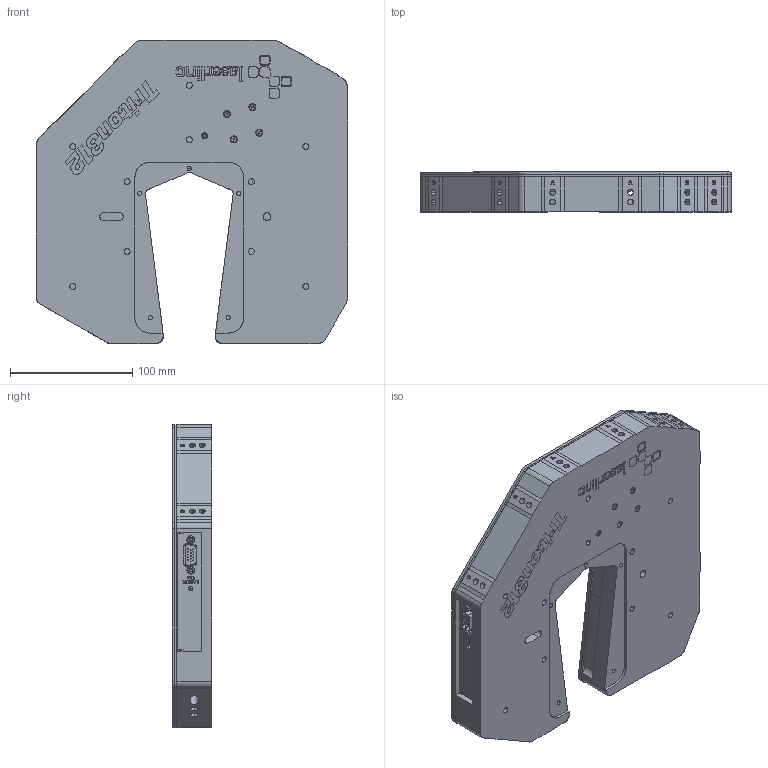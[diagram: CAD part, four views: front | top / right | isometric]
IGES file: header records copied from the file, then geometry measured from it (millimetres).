
Start section: SolidWorks IGES file using analytic representation for surfaces
Global section: file name: 00312-01 Triton312 Triple-Axis Micrometer.IGS; native system: SolidWorks 2013; preprocessor: SolidWorks 2013; author: Mark; date: 121128.100946; units: inch
Bounding box: 254.46 x 32.63 x 248.16 mm (x, y, z)
Surface area: 241485.6 mm2 (no closed solid volume)
Topology: 0 solids, 0 shells, 1112 faces, 17276 edges, 17276 vertices
Faces by surface type: bspline 726, revolution 386
